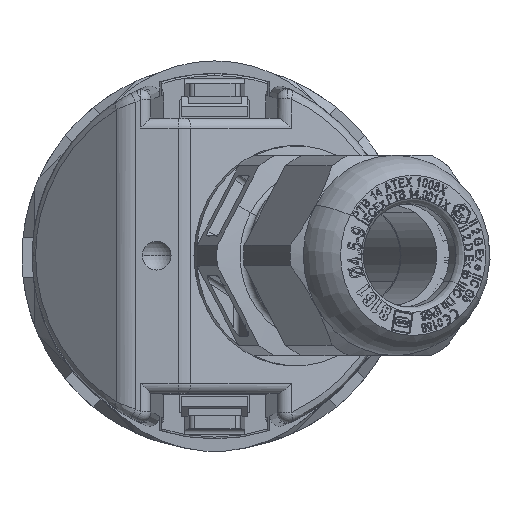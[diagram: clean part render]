
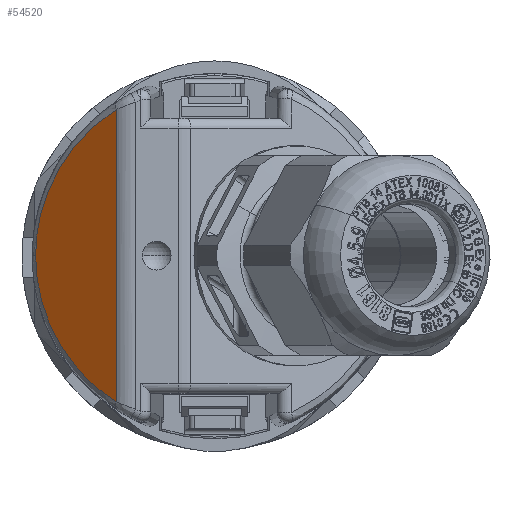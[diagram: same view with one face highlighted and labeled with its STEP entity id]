
A CAD part, top view. The second image highlights one B-rep face of the part: STEP entity #54520.
In plain terms, the highlighted face is planar.
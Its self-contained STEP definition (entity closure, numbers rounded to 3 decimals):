
#391 = CARTESIAN_POINT ( 'NONE',  ( 15.876, 9.836, 49.298 ) ) ;
#7192 = VERTEX_POINT ( 'NONE', #36734 ) ;
#10991 = CARTESIAN_POINT ( 'NONE',  ( -14.596, 9.836, 49.298 ) ) ;
#12882 = VERTEX_POINT ( 'NONE', #10991 ) ;
#32304 = CARTESIAN_POINT ( 'NONE',  ( 0., 17.893, 42.538 ) ) ;
#36375 = DIRECTION ( 'NONE',  ( 0., 0.766, -0.643 ) ) ;
#36734 = CARTESIAN_POINT ( 'NONE',  ( 14.596, 9.836, 49.298 ) ) ;
#43065 = EDGE_CURVE ( 'NONE', #7192, #140702, #68758, .T. ) ;
#48626 = DIRECTION ( 'NONE',  ( 0., -0.643, -0.766 ) ) ;
#54520 = ADVANCED_FACE ( 'NONE', ( #91829 ), #139226, .F. ) ;
#59243 = CARTESIAN_POINT ( 'NONE',  ( -11.366, 14.964, 44.995 ) ) ;
#59831 = CARTESIAN_POINT ( 'NONE',  ( 0., 17.893, 42.538 ) ) ;
#68758 =( BOUNDED_CURVE ( )  B_SPLINE_CURVE ( 3, ( #154940, #74841, #113362, #32304 ),
 .UNSPECIFIED., .F., .F. ) 
 B_SPLINE_CURVE_WITH_KNOTS ( ( 4, 4 ),
 ( 5.274, 6.283 ),
 .UNSPECIFIED. ) 
 CURVE ( )  GEOMETRIC_REPRESENTATION_ITEM ( )  RATIONAL_B_SPLINE_CURVE ( ( 1., 0.917, 0.917, 1. ) ) 
 REPRESENTATION_ITEM ( '' )  );
#72006 = CARTESIAN_POINT ( 'NONE',  ( -23., 22.5, 38.672 ) ) ;
#74841 = CARTESIAN_POINT ( 'NONE',  ( 11.366, 14.964, 44.995 ) ) ;
#77901 = DIRECTION ( 'NONE',  ( 1., 0., 0. ) ) ;
#86727 = CARTESIAN_POINT ( 'NONE',  ( -6.06, 17.893, 42.538 ) ) ;
#91829 = FACE_OUTER_BOUND ( 'NONE', #130352, .T. ) ;
#96921 = ORIENTED_EDGE ( 'NONE', *, *, #43065, .T. ) ;
#105267 = EDGE_CURVE ( 'NONE', #140702, #12882, #108502, .T. ) ;
#105743 = ORIENTED_EDGE ( 'NONE', *, *, #106226, .T. ) ;
#106226 = EDGE_CURVE ( 'NONE', #12882, #7192, #148348, .T. ) ;
#108502 =( BOUNDED_CURVE ( )  B_SPLINE_CURVE ( 3, ( #59831, #86727, #59243, #166227 ),
 .UNSPECIFIED., .F., .F. ) 
 B_SPLINE_CURVE_WITH_KNOTS ( ( 4, 4 ),
 ( 0., 1.009 ),
 .UNSPECIFIED. ) 
 CURVE ( )  GEOMETRIC_REPRESENTATION_ITEM ( )  RATIONAL_B_SPLINE_CURVE ( ( 1., 0.917, 0.917, 1. ) ) 
 REPRESENTATION_ITEM ( '' )  );
#113362 = CARTESIAN_POINT ( 'NONE',  ( 6.06, 17.893, 42.538 ) ) ;
#114543 = CARTESIAN_POINT ( 'NONE',  ( 0., 17.893, 42.538 ) ) ;
#129467 = ORIENTED_EDGE ( 'NONE', *, *, #105267, .T. ) ;
#129511 = VECTOR ( 'NONE', #77901, 1000. ) ;
#130352 = EDGE_LOOP ( 'NONE', ( #105743, #96921, #129467 ) ) ;
#137681 = AXIS2_PLACEMENT_3D ( 'NONE', #72006, #48626, #36375 ) ;
#139226 = PLANE ( 'NONE',  #137681 ) ;
#140702 = VERTEX_POINT ( 'NONE', #114543 ) ;
#148348 = LINE ( 'NONE', #391, #129511 ) ;
#154940 = CARTESIAN_POINT ( 'NONE',  ( 14.596, 9.836, 49.298 ) ) ;
#166227 = CARTESIAN_POINT ( 'NONE',  ( -14.596, 9.836, 49.298 ) ) ;
